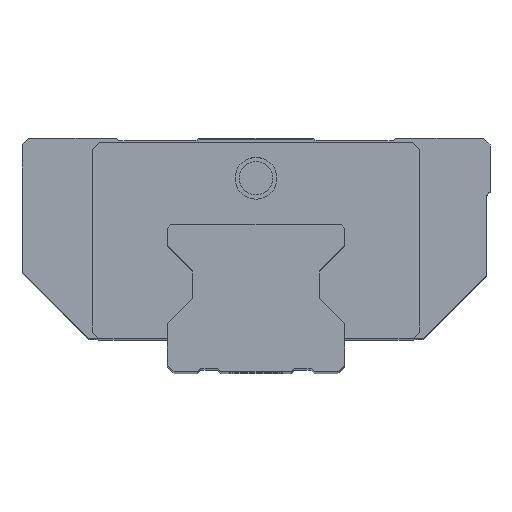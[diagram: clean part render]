
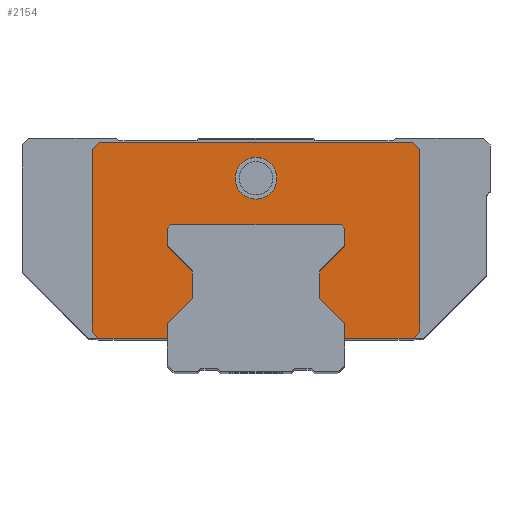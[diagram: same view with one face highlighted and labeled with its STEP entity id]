
A CAD part, top view. The second image highlights one B-rep face of the part: STEP entity #2154.
In plain terms, the highlighted planar face has unit normal (0, 0, 1).
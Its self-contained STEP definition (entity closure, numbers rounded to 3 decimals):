
#33=DIRECTION('',(1.,0.,0.));
#34=VECTOR('',#33,20.5);
#35=CARTESIAN_POINT('',(26.5,-60.,116.));
#36=LINE('',#35,#34);
#59=DIRECTION('',(0.,1.,0.));
#60=VECTOR('',#59,54.7);
#61=CARTESIAN_POINT('',(49.,-58.,116.));
#62=LINE('',#61,#60);
#103=DIRECTION('',(1.,0.,0.));
#104=VECTOR('',#103,93.8);
#105=CARTESIAN_POINT('',(-46.9,-1.2,116.));
#106=LINE('',#105,#104);
#107=DIRECTION('',(0.707,-0.707,0.));
#108=VECTOR('',#107,2.97);
#109=CARTESIAN_POINT('',(46.9,-1.2,116.));
#110=LINE('',#109,#108);
#111=DIRECTION('',(-0.707,-0.707,0.));
#112=VECTOR('',#111,2.828);
#113=CARTESIAN_POINT('',(49.,-58.,116.));
#114=LINE('',#113,#112);
#115=DIRECTION('',(-0.707,0.707,0.));
#116=VECTOR('',#115,10.607);
#117=CARTESIAN_POINT('',(26.5,-55.554,116.));
#118=LINE('',#117,#116);
#119=DIRECTION('',(0.707,0.707,0.));
#120=VECTOR('',#119,10.607);
#121=CARTESIAN_POINT('',(19.,-39.797,116.));
#122=LINE('',#121,#120);
#123=DIRECTION('',(-0.707,0.707,0.));
#124=VECTOR('',#123,1.414);
#125=CARTESIAN_POINT('',(26.5,-27.,116.));
#126=LINE('',#125,#124);
#127=DIRECTION('',(-0.707,-0.707,0.));
#128=VECTOR('',#127,1.414);
#129=CARTESIAN_POINT('',(-25.5,-26.,116.));
#130=LINE('',#129,#128);
#131=DIRECTION('',(0.707,-0.707,0.));
#132=VECTOR('',#131,10.607);
#133=CARTESIAN_POINT('',(-26.5,-32.297,116.));
#134=LINE('',#133,#132);
#135=DIRECTION('',(-0.707,-0.707,0.));
#136=VECTOR('',#135,10.607);
#137=CARTESIAN_POINT('',(-19.,-48.054,116.));
#138=LINE('',#137,#136);
#139=DIRECTION('',(-0.707,0.707,0.));
#140=VECTOR('',#139,2.828);
#141=CARTESIAN_POINT('',(-47.,-60.,116.));
#142=LINE('',#141,#140);
#143=DIRECTION('',(0.707,0.707,0.));
#144=VECTOR('',#143,2.97);
#145=CARTESIAN_POINT('',(-49.,-3.3,116.));
#146=LINE('',#145,#144);
#147=CARTESIAN_POINT('',(0.,-12.,116.));
#148=DIRECTION('',(0.,0.,1.));
#149=DIRECTION('',(1.,0.,0.));
#150=AXIS2_PLACEMENT_3D('',#147,#148,#149);
#152=CARTESIAN_POINT('',(0.,-12.,116.));
#153=DIRECTION('',(0.,0.,1.));
#154=DIRECTION('',(-1.,0.,0.));
#155=AXIS2_PLACEMENT_3D('',#152,#153,#154);
#185=DIRECTION('',(0.,-1.,0.));
#186=VECTOR('',#185,54.7);
#187=CARTESIAN_POINT('',(-49.,-3.3,116.));
#188=LINE('',#187,#186);
#267=DIRECTION('',(1.,0.,0.));
#268=VECTOR('',#267,20.5);
#269=CARTESIAN_POINT('',(-47.,-60.,116.));
#270=LINE('',#269,#268);
#279=DIRECTION('',(0.,1.,0.));
#280=VECTOR('',#279,4.446);
#281=CARTESIAN_POINT('',(-26.5,-60.,116.));
#282=LINE('',#281,#280);
#295=DIRECTION('',(0.,1.,0.));
#296=VECTOR('',#295,8.258);
#297=CARTESIAN_POINT('',(-19.,-48.054,116.));
#298=LINE('',#297,#296);
#311=DIRECTION('',(0.,1.,0.));
#312=VECTOR('',#311,5.297);
#313=CARTESIAN_POINT('',(-26.5,-32.297,116.));
#314=LINE('',#313,#312);
#327=DIRECTION('',(1.,0.,0.));
#328=VECTOR('',#327,51.);
#329=CARTESIAN_POINT('',(-25.5,-26.,116.));
#330=LINE('',#329,#328);
#363=DIRECTION('',(0.,-1.,0.));
#364=VECTOR('',#363,5.297);
#365=CARTESIAN_POINT('',(26.5,-27.,116.));
#366=LINE('',#365,#364);
#379=DIRECTION('',(0.,-1.,0.));
#380=VECTOR('',#379,8.258);
#381=CARTESIAN_POINT('',(19.,-39.797,116.));
#382=LINE('',#381,#380);
#395=DIRECTION('',(0.,-1.,0.));
#396=VECTOR('',#395,4.446);
#397=CARTESIAN_POINT('',(26.5,-55.554,116.));
#398=LINE('',#397,#396);
#1526=CARTESIAN_POINT('',(26.5,-60.,116.));
#1527=VERTEX_POINT('',#1526);
#1528=CARTESIAN_POINT('',(47.,-60.,116.));
#1529=VERTEX_POINT('',#1528);
#1696=CARTESIAN_POINT('',(-46.9,-1.2,116.));
#1697=VERTEX_POINT('',#1696);
#1702=CARTESIAN_POINT('',(46.9,-1.2,116.));
#1703=VERTEX_POINT('',#1702);
#1704=CARTESIAN_POINT('',(-49.,-3.3,116.));
#1705=VERTEX_POINT('',#1704);
#1706=CARTESIAN_POINT('',(49.,-3.3,116.));
#1707=VERTEX_POINT('',#1706);
#1708=CARTESIAN_POINT('',(49.,-58.,116.));
#1709=VERTEX_POINT('',#1708);
#1710=CARTESIAN_POINT('',(26.5,-55.554,116.));
#1711=VERTEX_POINT('',#1710);
#1712=CARTESIAN_POINT('',(19.,-48.054,116.));
#1713=VERTEX_POINT('',#1712);
#1714=CARTESIAN_POINT('',(19.,-39.797,116.));
#1715=VERTEX_POINT('',#1714);
#1716=CARTESIAN_POINT('',(26.5,-32.297,116.));
#1717=VERTEX_POINT('',#1716);
#1718=CARTESIAN_POINT('',(26.5,-27.,116.));
#1719=VERTEX_POINT('',#1718);
#1720=CARTESIAN_POINT('',(25.5,-26.,116.));
#1721=VERTEX_POINT('',#1720);
#1722=CARTESIAN_POINT('',(-25.5,-26.,116.));
#1723=VERTEX_POINT('',#1722);
#1724=CARTESIAN_POINT('',(-26.5,-27.,116.));
#1725=VERTEX_POINT('',#1724);
#1726=CARTESIAN_POINT('',(-26.5,-32.297,116.));
#1727=VERTEX_POINT('',#1726);
#1728=CARTESIAN_POINT('',(-19.,-39.797,116.));
#1729=VERTEX_POINT('',#1728);
#1730=CARTESIAN_POINT('',(-19.,-48.054,116.));
#1731=VERTEX_POINT('',#1730);
#1732=CARTESIAN_POINT('',(-26.5,-55.554,116.));
#1733=VERTEX_POINT('',#1732);
#1734=CARTESIAN_POINT('',(-26.5,-60.,116.));
#1735=VERTEX_POINT('',#1734);
#1736=CARTESIAN_POINT('',(-47.,-60.,116.));
#1737=VERTEX_POINT('',#1736);
#1738=CARTESIAN_POINT('',(-49.,-58.,116.));
#1739=VERTEX_POINT('',#1738);
#1740=CARTESIAN_POINT('',(6.25,-12.,116.));
#1741=CARTESIAN_POINT('',(-6.25,-12.,116.));
#1742=VERTEX_POINT('',#1740);
#1743=VERTEX_POINT('',#1741);
#2100=CARTESIAN_POINT('',(17.034,-0.4,116.));
#2101=DIRECTION('',(0.,0.,1.));
#2102=DIRECTION('',(1.,0.,0.));
#2103=AXIS2_PLACEMENT_3D('',#2100,#2101,#2102);
#2104=PLANE('',#2103);
#2106=ORIENTED_EDGE('',*,*,#2105,.T.);
#2108=ORIENTED_EDGE('',*,*,#2107,.T.);
#2109=ORIENTED_EDGE('',*,*,#2050,.F.);
#2110=ORIENTED_EDGE('',*,*,#2092,.T.);
#2111=ORIENTED_EDGE('',*,*,#2009,.F.);
#2113=ORIENTED_EDGE('',*,*,#2112,.F.);
#2115=ORIENTED_EDGE('',*,*,#2114,.T.);
#2117=ORIENTED_EDGE('',*,*,#2116,.F.);
#2119=ORIENTED_EDGE('',*,*,#2118,.T.);
#2121=ORIENTED_EDGE('',*,*,#2120,.F.);
#2123=ORIENTED_EDGE('',*,*,#2122,.T.);
#2125=ORIENTED_EDGE('',*,*,#2124,.F.);
#2127=ORIENTED_EDGE('',*,*,#2126,.T.);
#2129=ORIENTED_EDGE('',*,*,#2128,.F.);
#2131=ORIENTED_EDGE('',*,*,#2130,.T.);
#2133=ORIENTED_EDGE('',*,*,#2132,.F.);
#2135=ORIENTED_EDGE('',*,*,#2134,.T.);
#2137=ORIENTED_EDGE('',*,*,#2136,.F.);
#2139=ORIENTED_EDGE('',*,*,#2138,.F.);
#2141=ORIENTED_EDGE('',*,*,#2140,.T.);
#2143=ORIENTED_EDGE('',*,*,#2142,.F.);
#2145=ORIENTED_EDGE('',*,*,#2144,.T.);
#2146=EDGE_LOOP('',(#2106,#2108,#2109,#2110,#2111,#2113,#2115,#2117,#2119,#2121,
#2123,#2125,#2127,#2129,#2131,#2133,#2135,#2137,#2139,#2141,#2143,#2145));
#2147=FACE_OUTER_BOUND('',#2146,.F.);
#2149=ORIENTED_EDGE('',*,*,#2148,.T.);
#2151=ORIENTED_EDGE('',*,*,#2150,.T.);
#2152=EDGE_LOOP('',(#2149,#2151));
#2153=FACE_BOUND('',#2152,.F.);
#2154=ADVANCED_FACE('',(#2147,#2153),#2104,.T.);
#151=CIRCLE('',#150,6.25);
#156=CIRCLE('',#155,6.25);
#2009=EDGE_CURVE('',#1527,#1529,#36,.T.);
#2050=EDGE_CURVE('',#1709,#1707,#62,.T.);
#2092=EDGE_CURVE('',#1709,#1529,#114,.T.);
#2105=EDGE_CURVE('',#1697,#1703,#106,.T.);
#2107=EDGE_CURVE('',#1703,#1707,#110,.T.);
#2112=EDGE_CURVE('',#1711,#1527,#398,.T.);
#2114=EDGE_CURVE('',#1711,#1713,#118,.T.);
#2116=EDGE_CURVE('',#1715,#1713,#382,.T.);
#2118=EDGE_CURVE('',#1715,#1717,#122,.T.);
#2120=EDGE_CURVE('',#1719,#1717,#366,.T.);
#2122=EDGE_CURVE('',#1719,#1721,#126,.T.);
#2124=EDGE_CURVE('',#1723,#1721,#330,.T.);
#2126=EDGE_CURVE('',#1723,#1725,#130,.T.);
#2128=EDGE_CURVE('',#1727,#1725,#314,.T.);
#2130=EDGE_CURVE('',#1727,#1729,#134,.T.);
#2132=EDGE_CURVE('',#1731,#1729,#298,.T.);
#2134=EDGE_CURVE('',#1731,#1733,#138,.T.);
#2136=EDGE_CURVE('',#1735,#1733,#282,.T.);
#2138=EDGE_CURVE('',#1737,#1735,#270,.T.);
#2140=EDGE_CURVE('',#1737,#1739,#142,.T.);
#2142=EDGE_CURVE('',#1705,#1739,#188,.T.);
#2144=EDGE_CURVE('',#1705,#1697,#146,.T.);
#2148=EDGE_CURVE('',#1742,#1743,#151,.T.);
#2150=EDGE_CURVE('',#1743,#1742,#156,.T.);
